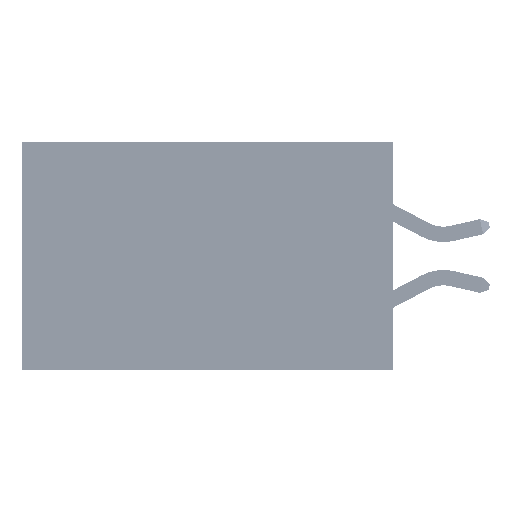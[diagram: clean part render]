
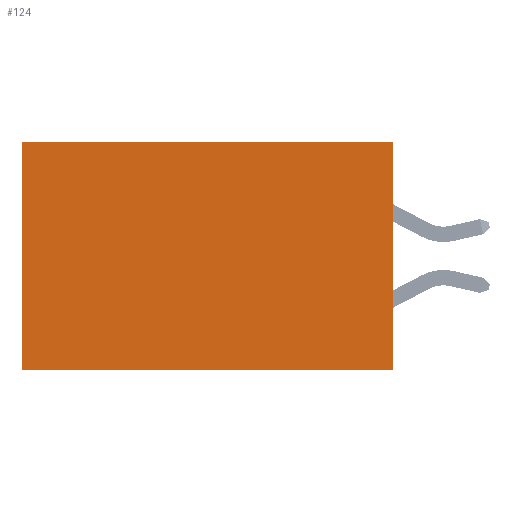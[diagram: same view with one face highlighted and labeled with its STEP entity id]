
A CAD part, left-side view. The second image highlights one B-rep face of the part: STEP entity #124.
In plain terms, the highlighted planar face has unit normal (-1, 0, 0).
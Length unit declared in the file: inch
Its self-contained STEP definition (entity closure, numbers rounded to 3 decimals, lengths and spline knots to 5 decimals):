
#124 = ADVANCED_FACE ( 'NONE', ( #36395 ), #43943, .F. ) ;
#195 = VECTOR ( 'NONE', #36907, 39.37008 ) ;
#1936 = DIRECTION ( 'NONE',  ( 0., 0., -1. ) ) ;
#4023 = VERTEX_POINT ( 'NONE', #36641 ) ;
#4570 = AXIS2_PLACEMENT_3D ( 'NONE', #12632, #40193, #32337 ) ;
#5335 = EDGE_CURVE ( 'NONE', #22246, #49488, #31909, .T. ) ;
#7919 = EDGE_CURVE ( 'NONE', #22246, #45800, #49380, .T. ) ;
#8037 = ORIENTED_EDGE ( 'NONE', *, *, #20939, .T. ) ;
#9367 = LINE ( 'NONE', #25859, #28864 ) ;
#12632 = CARTESIAN_POINT ( 'NONE',  ( 0.2875, 0., 0. ) ) ;
#12711 = LINE ( 'NONE', #28207, #35870 ) ;
#13809 = CARTESIAN_POINT ( 'NONE',  ( 0.2875, 0., 0. ) ) ;
#15169 = EDGE_CURVE ( 'NONE', #45800, #4023, #9367, .T. ) ;
#17146 = ORIENTED_EDGE ( 'NONE', *, *, #7919, .F. ) ;
#17733 = DIRECTION ( 'NONE',  ( 0., 0., -1. ) ) ;
#20789 = VECTOR ( 'NONE', #17733, 39.37008 ) ;
#20906 = CARTESIAN_POINT ( 'NONE',  ( 0.2875, 0., 0. ) ) ;
#20939 = EDGE_CURVE ( 'NONE', #49488, #4023, #12711, .T. ) ;
#21641 = CARTESIAN_POINT ( 'NONE',  ( 0.2875, 0., -0.37 ) ) ;
#22246 = VERTEX_POINT ( 'NONE', #20906 ) ;
#25859 = CARTESIAN_POINT ( 'NONE',  ( 0.2875, 0., -0.37 ) ) ;
#28043 = CARTESIAN_POINT ( 'NONE',  ( 0.2875, 0., 0. ) ) ;
#28207 = CARTESIAN_POINT ( 'NONE',  ( 0.2875, 0.6, 0. ) ) ;
#28354 = EDGE_LOOP ( 'NONE', ( #8037, #31174, #17146, #31564 ) ) ;
#28864 = VECTOR ( 'NONE', #30468, 39.37008 ) ;
#30468 = DIRECTION ( 'NONE',  ( 0., 1., 0. ) ) ;
#31174 = ORIENTED_EDGE ( 'NONE', *, *, #15169, .F. ) ;
#31496 = CARTESIAN_POINT ( 'NONE',  ( 0.2875, 0.6, 0. ) ) ;
#31564 = ORIENTED_EDGE ( 'NONE', *, *, #5335, .T. ) ;
#31909 = LINE ( 'NONE', #28043, #195 ) ;
#32337 = DIRECTION ( 'NONE',  ( 0., 0., -1. ) ) ;
#35870 = VECTOR ( 'NONE', #1936, 39.37008 ) ;
#36395 = FACE_OUTER_BOUND ( 'NONE', #28354, .T. ) ;
#36641 = CARTESIAN_POINT ( 'NONE',  ( 0.2875, 0.6, -0.37 ) ) ;
#36907 = DIRECTION ( 'NONE',  ( 0., 1., 0. ) ) ;
#40193 = DIRECTION ( 'NONE',  ( 1., 0., 0. ) ) ;
#43943 = PLANE ( 'NONE',  #4570 ) ;
#45800 = VERTEX_POINT ( 'NONE', #21641 ) ;
#49380 = LINE ( 'NONE', #13809, #20789 ) ;
#49488 = VERTEX_POINT ( 'NONE', #31496 ) ;
